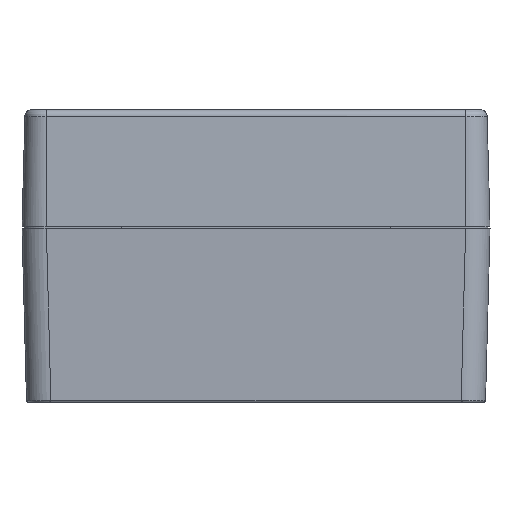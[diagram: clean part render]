
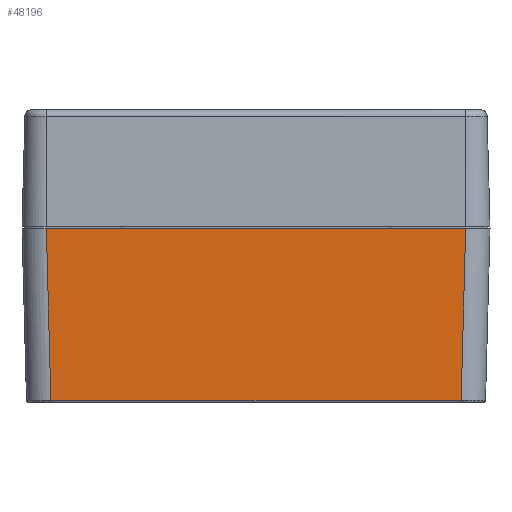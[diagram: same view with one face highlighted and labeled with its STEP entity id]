
A CAD part, front view. The second image highlights one B-rep face of the part: STEP entity #48196.
In plain terms, the highlighted face is planar.
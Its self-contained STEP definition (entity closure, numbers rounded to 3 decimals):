
#86 = LINE ( 'NONE', #14828, #32192 ) ;
#2632 = DIRECTION ( 'NONE',  ( 0., 1., 0. ) ) ;
#2642 = CARTESIAN_POINT ( 'NONE',  ( 118.961, 60.123, 44.24 ) ) ;
#4303 = VERTEX_POINT ( 'NONE', #17230 ) ;
#4645 = VECTOR ( 'NONE', #2632, 1000. ) ;
#4718 = CARTESIAN_POINT ( 'NONE',  ( 118.961, -52.65, 44.24 ) ) ;
#5824 = ORIENTED_EDGE ( 'NONE', *, *, #21519, .F. ) ;
#7115 = VECTOR ( 'NONE', #14143, 1000. ) ;
#7380 = CARTESIAN_POINT ( 'NONE',  ( 120.114, -53.803, 0.185 ) ) ;
#7850 = ORIENTED_EDGE ( 'NONE', *, *, #54984, .T. ) ;
#7941 = DIRECTION ( 'NONE',  ( -0.026, -0.026, 0.999 ) ) ;
#8256 = LINE ( 'NONE', #13157, #35609 ) ;
#12199 = VERTEX_POINT ( 'NONE', #7380 ) ;
#13157 = CARTESIAN_POINT ( 'NONE',  ( 120.114, 53.803, 0.185 ) ) ;
#14143 = DIRECTION ( 'NONE',  ( 0., 1., 0. ) ) ;
#14828 = CARTESIAN_POINT ( 'NONE',  ( 120.02, -53.708, 3.804 ) ) ;
#17230 = CARTESIAN_POINT ( 'NONE',  ( 118.961, 52.65, 44.24 ) ) ;
#21519 = EDGE_CURVE ( 'NONE', #63611, #4303, #57533, .T. ) ;
#28233 = PLANE ( 'NONE',  #66012 ) ;
#29813 = VERTEX_POINT ( 'NONE', #57950 ) ;
#32192 = VECTOR ( 'NONE', #50589, 1000. ) ;
#33421 = DIRECTION ( 'NONE',  ( 0.026, 0., -1. ) ) ;
#35609 = VECTOR ( 'NONE', #7941, 1000. ) ;
#38363 = CARTESIAN_POINT ( 'NONE',  ( 120.18, 60.123, -2.318 ) ) ;
#39686 = CARTESIAN_POINT ( 'NONE',  ( 120.114, 60.123, 0.185 ) ) ;
#45526 = ORIENTED_EDGE ( 'NONE', *, *, #45550, .F. ) ;
#45550 = EDGE_CURVE ( 'NONE', #12199, #63611, #86, .T. ) ;
#46181 = ORIENTED_EDGE ( 'NONE', *, *, #48335, .T. ) ;
#48019 = LINE ( 'NONE', #39686, #7115 ) ;
#48196 = ADVANCED_FACE ( 'NONE', ( #64680 ), #28233, .T. ) ;
#48335 = EDGE_CURVE ( 'NONE', #12199, #29813, #48019, .T. ) ;
#49131 = EDGE_LOOP ( 'NONE', ( #45526, #46181, #7850, #5824 ) ) ;
#50589 = DIRECTION ( 'NONE',  ( -0.026, 0.026, 0.999 ) ) ;
#54984 = EDGE_CURVE ( 'NONE', #29813, #4303, #8256, .T. ) ;
#57533 = LINE ( 'NONE', #2642, #4645 ) ;
#57950 = CARTESIAN_POINT ( 'NONE',  ( 120.114, 53.803, 0.185 ) ) ;
#63611 = VERTEX_POINT ( 'NONE', #4718 ) ;
#63883 = DIRECTION ( 'NONE',  ( 1., 0., 0.026 ) ) ;
#64680 = FACE_OUTER_BOUND ( 'NONE', #49131, .T. ) ;
#66012 = AXIS2_PLACEMENT_3D ( 'NONE', #38363, #63883, #33421 ) ;
